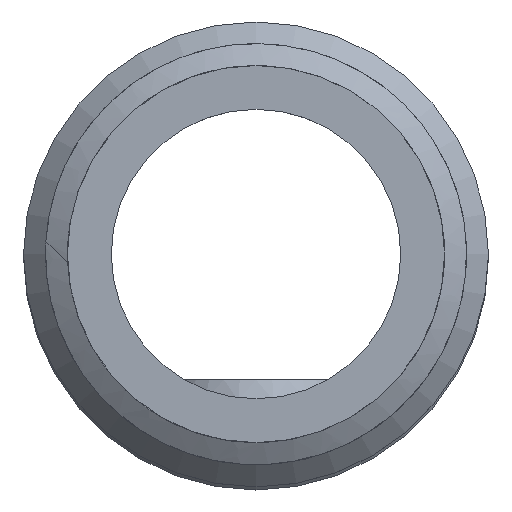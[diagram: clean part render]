
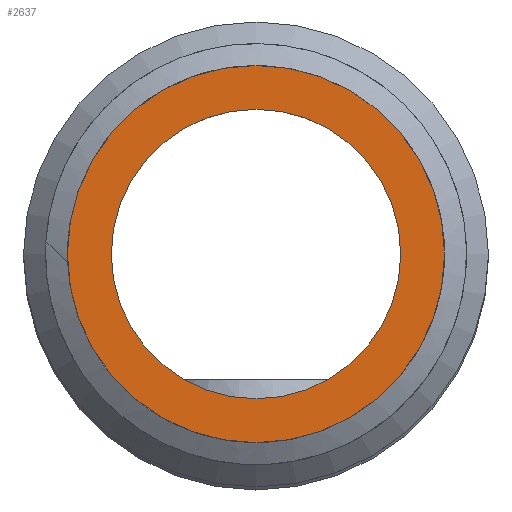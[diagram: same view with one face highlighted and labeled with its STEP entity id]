
A CAD part, top view. The second image highlights one B-rep face of the part: STEP entity #2637.
In plain terms, the highlighted planar face has unit normal (0, 0, 1).
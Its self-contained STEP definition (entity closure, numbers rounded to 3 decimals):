
#80=FACE_BOUND('',#473,.T.);
#130=PLANE('',#2853);
#301=FACE_OUTER_BOUND('',#472,.T.);
#472=EDGE_LOOP('',(#2441));
#473=EDGE_LOOP('',(#2442));
#476=CIRCLE('',#2649,18.576);
#550=CIRCLE('',#2833,14.256);
#1068=VERTEX_POINT('',#3683);
#1283=VERTEX_POINT('',#7951);
#1308=EDGE_CURVE('',#1068,#1068,#476,.T.);
#1653=EDGE_CURVE('',#1283,#1283,#550,.T.);
#2441=ORIENTED_EDGE('',*,*,#1308,.T.);
#2442=ORIENTED_EDGE('',*,*,#1653,.F.);
#2637=ADVANCED_FACE('',(#301,#80),#130,.T.);
#2649=AXIS2_PLACEMENT_3D('',#3684,#2882,#2883);
#2833=AXIS2_PLACEMENT_3D('',#7952,#3437,#3438);
#2853=AXIS2_PLACEMENT_3D('',#8620,#3485,#3486);
#2882=DIRECTION('center_axis',(0.,0.,1.));
#2883=DIRECTION('ref_axis',(1.,0.,0.));
#3437=DIRECTION('center_axis',(0.,0.,1.));
#3438=DIRECTION('ref_axis',(1.,0.,0.));
#3485=DIRECTION('center_axis',(0.,0.,1.));
#3486=DIRECTION('ref_axis',(1.,0.,0.));
#3683=CARTESIAN_POINT('',(-18.576,-0.004,224.52));
#3684=CARTESIAN_POINT('Origin',(0.,-0.004,224.52));
#7951=CARTESIAN_POINT('',(0.,14.252,224.52));
#7952=CARTESIAN_POINT('Origin',(0.,-0.004,224.52));
#8620=CARTESIAN_POINT('Origin',(0.,-0.004,224.52));
